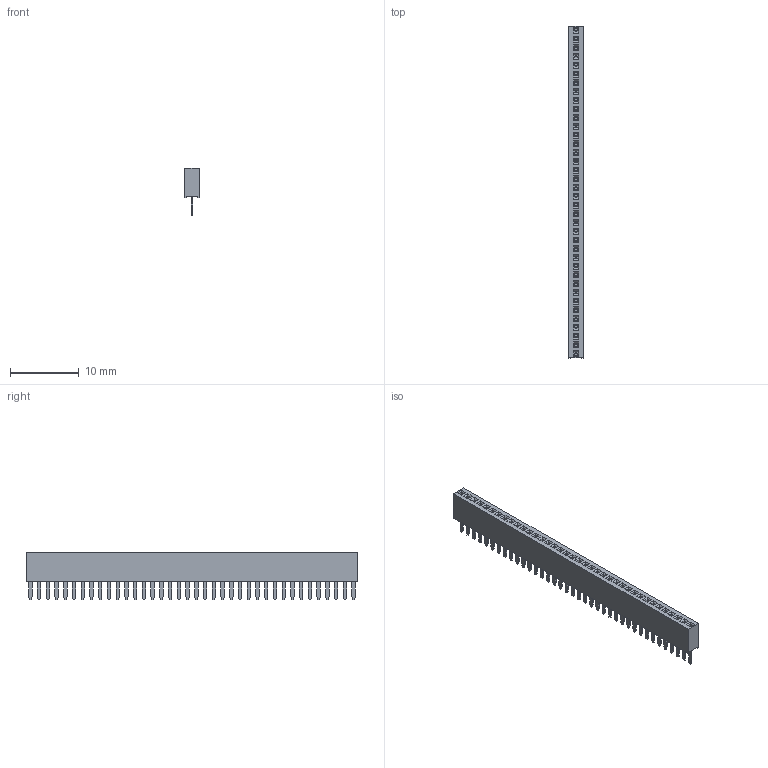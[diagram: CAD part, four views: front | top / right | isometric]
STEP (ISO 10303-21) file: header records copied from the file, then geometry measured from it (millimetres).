
FILE_DESCRIPTION(('FreeCAD Model'),'2;1');
FILE_NAME('PinSocket_1x38_P1.27mm_Vertical.step' ,'2020-09-27T16:25:20',('Author'),(''), 'Open CASCADE STEP processor 7.3','FreeCAD','Unknown');
FILE_SCHEMA(('AUTOMOTIVE_DESIGN { 1 0 10303 214 1 1 1 1 }'));
Length unit declared in the file: millimetre
Products named in the file (1): Female_1x38_1.27mm
Bounding box: 2.12 x 48.26 x 6.93 mm (x, y, z)
Volume: 404 mm3; surface area: 1090.2 mm2
Topology: 1 solids, 1 shells, 1036 faces, 2760 edges, 1840 vertices
Faces by surface type: plane 1036
Entity records: 38801 total; most frequent: CARTESIAN_POINT 5637, ORIENTED_EDGE 5520, DIRECTION 4834, EDGE_CURVE 2760, LINE 2760, VECTOR 2760, VERTEX_POINT 1840, FACE_BOUND 1150
